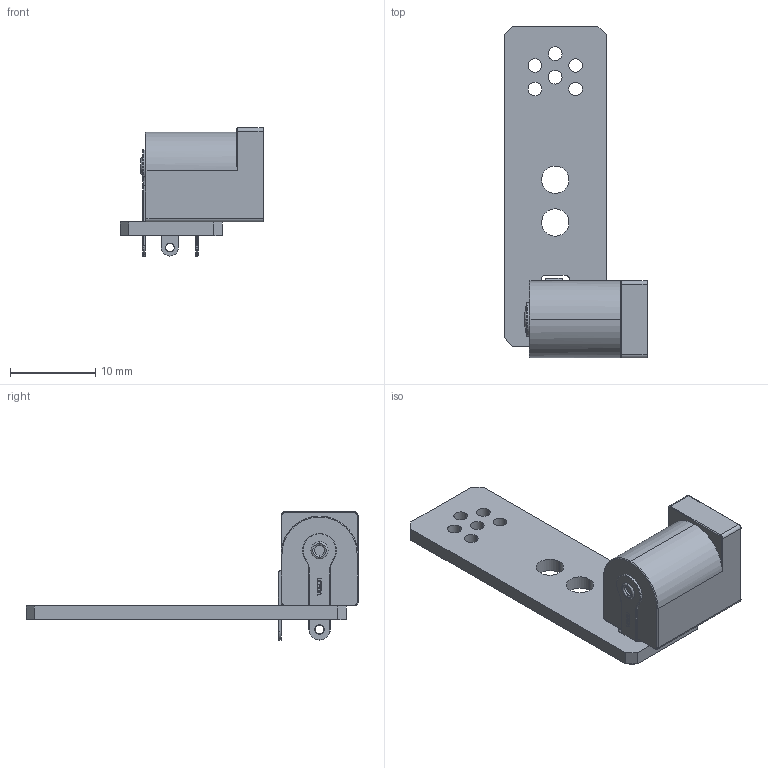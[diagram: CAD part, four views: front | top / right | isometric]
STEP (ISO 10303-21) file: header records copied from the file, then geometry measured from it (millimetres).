
FILE_DESCRIPTION(('Designed by EasyEDA Pro'),'2;1');
FILE_NAME('Open CASCADE Shape Model','2025-04-23T10:42:39',('Author'),( 'Open CASCADE'),'Open CASCADE STEP processor 7.8','Open CASCADE 7.8' ,'Unknown');
FILE_SCHEMA(('AUTOMOTIVE_DESIGN { 1 0 10303 214 1 1 1 1 }'));
Length unit declared in the file: millimetre
Products named in the file (7): 3ftF-PCBModel; 3ftF-TopTrack; 3ftF-BottomTrack; 3ftF-Board; 3ftF-Top FPC Stiffener; 3ftF-Bot FPC Stiffener; 3ftF-DC1-DC-IN-TH_DC-005-5A-2.0
Assembly tree (6 placements, depth 2):
  3ftF-PCBModel
    3ftF-TopTrack
    3ftF-BottomTrack
    3ftF-Board
    3ftF-Top FPC Stiffener
    3ftF-Bot FPC Stiffener
    3ftF-DC1-DC-IN-TH_DC-005-5A-2.0
Bounding box: 16.84 x 38.84 x 15 mm (x, y, z)
Volume: 1617.4 mm3; surface area: 2096.3 mm2
Topology: 2 solids, 2 shells, 420 faces, 1110 edges, 723 vertices
Faces by surface type: plane 208, bspline 112, cylinder 66, torus 33, sphere 1
Entity records: 17521 total; most frequent: CARTESIAN_POINT 4379, ORIENTED_EDGE 2218, DIRECTION 1691, EDGE_CURVE 1109, VERTEX_POINT 723, LINE 695, VECTOR 695, AXIS2_PLACEMENT_3D 498
